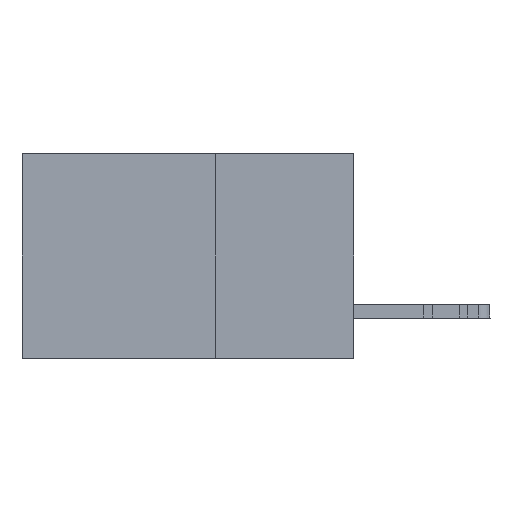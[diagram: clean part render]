
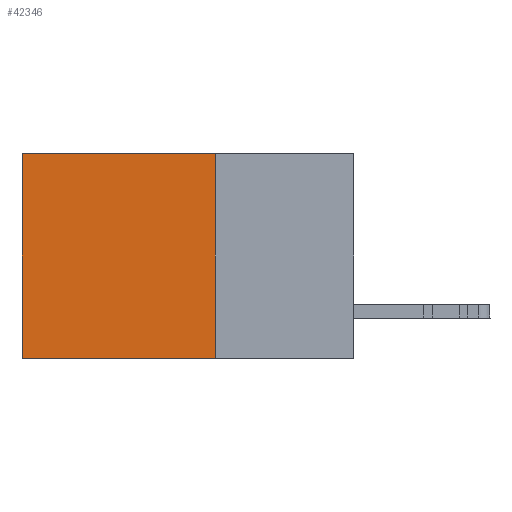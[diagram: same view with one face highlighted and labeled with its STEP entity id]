
A CAD part, left-side view. The second image highlights one B-rep face of the part: STEP entity #42346.
In plain terms, the highlighted planar face has unit normal (-1, 0, 0).
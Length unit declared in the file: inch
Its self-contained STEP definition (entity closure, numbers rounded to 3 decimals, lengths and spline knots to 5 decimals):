
#324 = VECTOR ( 'NONE', #9468, 39.37008 ) ;
#669 = LINE ( 'NONE', #37230, #25073 ) ;
#3521 = CARTESIAN_POINT ( 'NONE',  ( 0.2875, 0.25, 0. ) ) ;
#4113 = DIRECTION ( 'NONE',  ( 0., 0., -1. ) ) ;
#4531 = VERTEX_POINT ( 'NONE', #46830 ) ;
#9468 = DIRECTION ( 'NONE',  ( 0., 0., -1. ) ) ;
#10120 = DIRECTION ( 'NONE',  ( 1., 0., 0. ) ) ;
#10378 = EDGE_CURVE ( 'NONE', #17656, #4531, #669, .T. ) ;
#10760 = CARTESIAN_POINT ( 'NONE',  ( 0.2875, 0.25, -0.37 ) ) ;
#14688 = DIRECTION ( 'NONE',  ( 0., 1., 0. ) ) ;
#17497 = VECTOR ( 'NONE', #30075, 39.37008 ) ;
#17656 = VERTEX_POINT ( 'NONE', #20661 ) ;
#17689 = DIRECTION ( 'NONE',  ( 0., 0., -1. ) ) ;
#17738 = CARTESIAN_POINT ( 'NONE',  ( 0.2875, 0.6, -0.37 ) ) ;
#20661 = CARTESIAN_POINT ( 'NONE',  ( 0.2875, 0.25, 0. ) ) ;
#21714 = LINE ( 'NONE', #47585, #324 ) ;
#22352 = ORIENTED_EDGE ( 'NONE', *, *, #32566, .F. ) ;
#23869 = VERTEX_POINT ( 'NONE', #17738 ) ;
#25073 = VECTOR ( 'NONE', #14688, 39.37008 ) ;
#27207 = EDGE_LOOP ( 'NONE', ( #41244, #22352, #39337, #43470 ) ) ;
#28710 = LINE ( 'NONE', #29791, #17497 ) ;
#28744 = CARTESIAN_POINT ( 'NONE',  ( 0.2875, 0.25, 0. ) ) ;
#29791 = CARTESIAN_POINT ( 'NONE',  ( 0.2875, 0.25, -0.37 ) ) ;
#30075 = DIRECTION ( 'NONE',  ( 0., 1., 0. ) ) ;
#31483 = VECTOR ( 'NONE', #4113, 39.37008 ) ;
#31523 = AXIS2_PLACEMENT_3D ( 'NONE', #28744, #10120, #17689 ) ;
#32566 = EDGE_CURVE ( 'NONE', #36948, #23869, #28710, .T. ) ;
#33940 = LINE ( 'NONE', #3521, #31483 ) ;
#36948 = VERTEX_POINT ( 'NONE', #10760 ) ;
#37230 = CARTESIAN_POINT ( 'NONE',  ( 0.2875, 0.25, 0. ) ) ;
#38439 = FACE_OUTER_BOUND ( 'NONE', #27207, .T. ) ;
#39337 = ORIENTED_EDGE ( 'NONE', *, *, #48613, .F. ) ;
#39949 = PLANE ( 'NONE',  #31523 ) ;
#41244 = ORIENTED_EDGE ( 'NONE', *, *, #47675, .T. ) ;
#42346 = ADVANCED_FACE ( 'NONE', ( #38439 ), #39949, .F. ) ;
#43470 = ORIENTED_EDGE ( 'NONE', *, *, #10378, .T. ) ;
#46830 = CARTESIAN_POINT ( 'NONE',  ( 0.2875, 0.6, 0. ) ) ;
#47585 = CARTESIAN_POINT ( 'NONE',  ( 0.2875, 0.6, 0. ) ) ;
#47675 = EDGE_CURVE ( 'NONE', #4531, #23869, #21714, .T. ) ;
#48613 = EDGE_CURVE ( 'NONE', #17656, #36948, #33940, .T. ) ;
